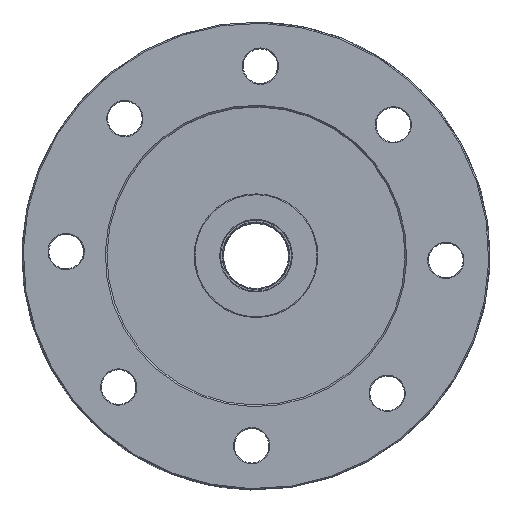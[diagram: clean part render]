
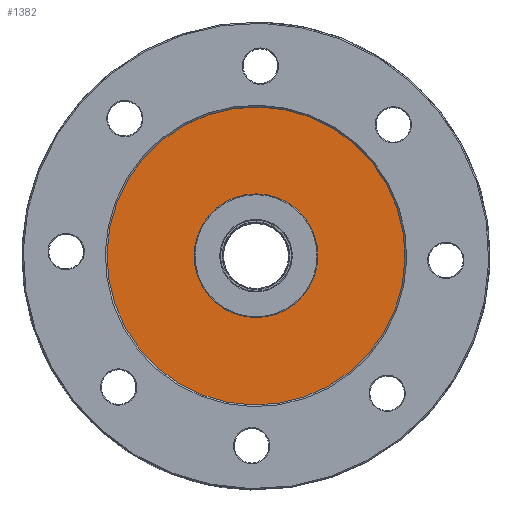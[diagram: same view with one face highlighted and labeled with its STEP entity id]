
A CAD part, top view. The second image highlights one B-rep face of the part: STEP entity #1382.
In plain terms, the highlighted face is planar.
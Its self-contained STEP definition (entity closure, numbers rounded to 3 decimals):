
#32 = ORIENTED_EDGE ( 'NONE', *, *, #3478, .T. ) ;
#150 = DIRECTION ( 'NONE',  ( 0., -1., 0. ) ) ;
#193 = DIRECTION ( 'NONE',  ( 0., 0., 1. ) ) ;
#225 = VERTEX_POINT ( 'NONE', #3281 ) ;
#320 = ORIENTED_EDGE ( 'NONE', *, *, #1232, .T. ) ;
#668 = PLANE ( 'NONE',  #2731 ) ;
#683 = DIRECTION ( 'NONE',  ( 0., 0., 1. ) ) ;
#736 = CARTESIAN_POINT ( 'NONE',  ( 0., 0., 0. ) ) ;
#808 = VERTEX_POINT ( 'NONE', #3649 ) ;
#848 = AXIS2_PLACEMENT_3D ( 'NONE', #736, #2785, #1918 ) ;
#854 = CARTESIAN_POINT ( 'NONE',  ( 0., 0., 0. ) ) ;
#1002 = DIRECTION ( 'NONE',  ( 0., 1., 0. ) ) ;
#1157 = DIRECTION ( 'NONE',  ( 0., 0., 1. ) ) ;
#1191 = CIRCLE ( 'NONE', #1881, 40.85 ) ;
#1232 = EDGE_CURVE ( 'NONE', #808, #225, #1191, .T. ) ;
#1382 = ADVANCED_FACE ( 'NONE', ( #2183, #3048 ), #668, .F. ) ;
#1579 = EDGE_CURVE ( 'NONE', #2548, #2538, #1904, .T. ) ;
#1644 = AXIS2_PLACEMENT_3D ( 'NONE', #3675, #1950, #193 ) ;
#1660 = CARTESIAN_POINT ( 'NONE',  ( 0., 0., 0. ) ) ;
#1816 = ORIENTED_EDGE ( 'NONE', *, *, #1579, .T. ) ;
#1881 = AXIS2_PLACEMENT_3D ( 'NONE', #1660, #150, #2205 ) ;
#1904 = CIRCLE ( 'NONE', #848, 9.725 ) ;
#1918 = DIRECTION ( 'NONE',  ( 0., 0., 1. ) ) ;
#1950 = DIRECTION ( 'NONE',  ( 0., 1., 0. ) ) ;
#2018 = CIRCLE ( 'NONE', #2278, 40.85 ) ;
#2094 = CARTESIAN_POINT ( 'NONE',  ( 0., 0., 9.725 ) ) ;
#2183 = FACE_BOUND ( 'NONE', #3687, .T. ) ;
#2205 = DIRECTION ( 'NONE',  ( 0., 0., 1. ) ) ;
#2278 = AXIS2_PLACEMENT_3D ( 'NONE', #854, #2898, #1157 ) ;
#2538 = VERTEX_POINT ( 'NONE', #2094 ) ;
#2543 = CARTESIAN_POINT ( 'NONE',  ( 0., 0., -9.725 ) ) ;
#2548 = VERTEX_POINT ( 'NONE', #2543 ) ;
#2731 = AXIS2_PLACEMENT_3D ( 'NONE', #3598, #1002, #683 ) ;
#2785 = DIRECTION ( 'NONE',  ( 0., 1., 0. ) ) ;
#2898 = DIRECTION ( 'NONE',  ( 0., -1., 0. ) ) ;
#3048 = FACE_OUTER_BOUND ( 'NONE', #3537, .T. ) ;
#3166 = ORIENTED_EDGE ( 'NONE', *, *, #3639, .T. ) ;
#3235 = CIRCLE ( 'NONE', #1644, 9.725 ) ;
#3281 = CARTESIAN_POINT ( 'NONE',  ( 0., 0., 40.85 ) ) ;
#3478 = EDGE_CURVE ( 'NONE', #2538, #2548, #3235, .T. ) ;
#3537 = EDGE_LOOP ( 'NONE', ( #3166, #320 ) ) ;
#3598 = CARTESIAN_POINT ( 'NONE',  ( -9.525, 0., 0. ) ) ;
#3639 = EDGE_CURVE ( 'NONE', #225, #808, #2018, .T. ) ;
#3649 = CARTESIAN_POINT ( 'NONE',  ( 0., 0., -40.85 ) ) ;
#3675 = CARTESIAN_POINT ( 'NONE',  ( 0., 0., 0. ) ) ;
#3687 = EDGE_LOOP ( 'NONE', ( #1816, #32 ) ) ;
